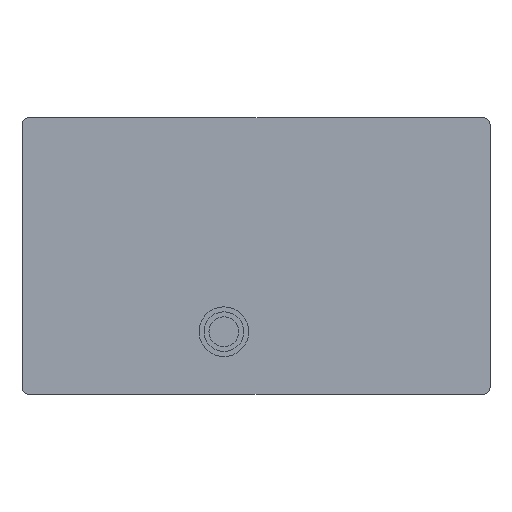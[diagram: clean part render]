
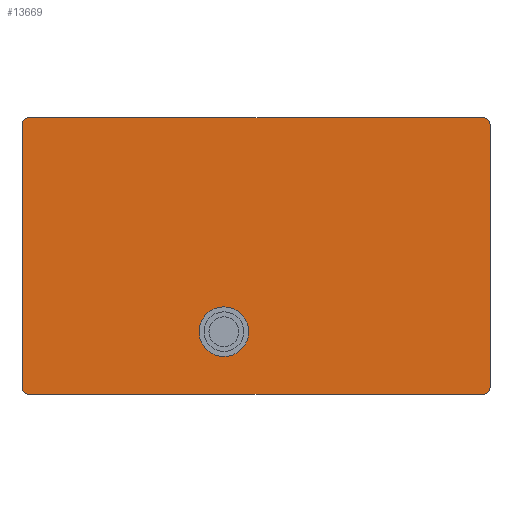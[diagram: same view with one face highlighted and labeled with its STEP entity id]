
A CAD part, front view. The second image highlights one B-rep face of the part: STEP entity #13669.
In plain terms, the highlighted planar face has unit normal (0, -1, 0).
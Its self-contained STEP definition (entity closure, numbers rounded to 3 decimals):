
#26 = CARTESIAN_POINT ( 'NONE',  ( 0., -2., 0. ) ) ;
#367 = DIRECTION ( 'NONE',  ( 0., 0., 1. ) ) ;
#610 = CARTESIAN_POINT ( 'NONE',  ( -6.865, -2., -8.35 ) ) ;
#646 = AXIS2_PLACEMENT_3D ( 'NONE', #26, #10811, #1552 ) ;
#708 = DIRECTION ( 'NONE',  ( 0., -1., 0. ) ) ;
#941 = EDGE_CURVE ( 'NONE', #6669, #18847, #9692, .T. ) ;
#1008 = DIRECTION ( 'NONE',  ( 0., 0., 1. ) ) ;
#1033 = VERTEX_POINT ( 'NONE', #610 ) ;
#1217 = ORIENTED_EDGE ( 'NONE', *, *, #8990, .F. ) ;
#1349 = PLANE ( 'NONE',  #646 ) ;
#1552 = DIRECTION ( 'NONE',  ( 0., 0., 1. ) ) ;
#1630 = LINE ( 'NONE', #13774, #9377 ) ;
#2430 = DIRECTION ( 'NONE',  ( 0., 0., 1. ) ) ;
#2525 = CIRCLE ( 'NONE', #17142, 0.2 ) ;
#2595 = CARTESIAN_POINT ( 'NONE',  ( 6.865, -2., -8.15 ) ) ;
#2689 = EDGE_CURVE ( 'NONE', #15687, #6461, #2525, .T. ) ;
#3108 = DIRECTION ( 'NONE',  ( 0., -1., 0. ) ) ;
#3219 = CIRCLE ( 'NONE', #12545, 0.75 ) ;
#3454 = ORIENTED_EDGE ( 'NONE', *, *, #19128, .F. ) ;
#3957 = ORIENTED_EDGE ( 'NONE', *, *, #17242, .F. ) ;
#4188 = DIRECTION ( 'NONE',  ( 0., 0., 1. ) ) ;
#4558 = VECTOR ( 'NONE', #16138, 1000. ) ;
#5045 = EDGE_CURVE ( 'NONE', #18847, #6669, #3219, .T. ) ;
#5550 = CARTESIAN_POINT ( 'NONE',  ( -7.065, -2., -8.15 ) ) ;
#5630 = ORIENTED_EDGE ( 'NONE', *, *, #14903, .T. ) ;
#5638 = AXIS2_PLACEMENT_3D ( 'NONE', #2595, #13408, #4188 ) ;
#5804 = CARTESIAN_POINT ( 'NONE',  ( 7.065, -2., -8.35 ) ) ;
#6126 = ORIENTED_EDGE ( 'NONE', *, *, #2689, .T. ) ;
#6168 = EDGE_CURVE ( 'NONE', #11300, #1033, #12058, .T. ) ;
#6461 = VERTEX_POINT ( 'NONE', #19477 ) ;
#6617 = VECTOR ( 'NONE', #12464, 1000. ) ;
#6669 = VERTEX_POINT ( 'NONE', #8683 ) ;
#6769 = CARTESIAN_POINT ( 'NONE',  ( 6.865, -2., -8.35 ) ) ;
#7043 = CIRCLE ( 'NONE', #8957, 0.2 ) ;
#7407 = EDGE_LOOP ( 'NONE', ( #14732, #8131 ) ) ;
#7731 = AXIS2_PLACEMENT_3D ( 'NONE', #12469, #11142, #9257 ) ;
#8131 = ORIENTED_EDGE ( 'NONE', *, *, #941, .F. ) ;
#8268 = EDGE_LOOP ( 'NONE', ( #3957, #8294, #1217, #6126, #17089, #5630, #3454, #10258 ) ) ;
#8294 = ORIENTED_EDGE ( 'NONE', *, *, #16477, .T. ) ;
#8683 = CARTESIAN_POINT ( 'NONE',  ( -0.97, -2., -7.21 ) ) ;
#8872 = LINE ( 'NONE', #11715, #16952 ) ;
#8957 = AXIS2_PLACEMENT_3D ( 'NONE', #18700, #9619, #367 ) ;
#8990 = EDGE_CURVE ( 'NONE', #15687, #17658, #16244, .T. ) ;
#9257 = DIRECTION ( 'NONE',  ( 0., 0., 1. ) ) ;
#9377 = VECTOR ( 'NONE', #15262, 1000. ) ;
#9619 = DIRECTION ( 'NONE',  ( 0., -1., 0. ) ) ;
#9692 = CIRCLE ( 'NONE', #7731, 0.75 ) ;
#9942 = CARTESIAN_POINT ( 'NONE',  ( -0.97, -2., -6.46 ) ) ;
#10243 = DIRECTION ( 'NONE',  ( 0., -1., 0. ) ) ;
#10258 = ORIENTED_EDGE ( 'NONE', *, *, #6168, .T. ) ;
#10535 = VERTEX_POINT ( 'NONE', #17978 ) ;
#10793 = CARTESIAN_POINT ( 'NONE',  ( 7.065, -2., -0.2 ) ) ;
#10811 = DIRECTION ( 'NONE',  ( 0., 1., 0. ) ) ;
#10845 = CARTESIAN_POINT ( 'NONE',  ( 7.065, -2., -8.15 ) ) ;
#11142 = DIRECTION ( 'NONE',  ( 0., -1., 0. ) ) ;
#11300 = VERTEX_POINT ( 'NONE', #5550 ) ;
#11489 = DIRECTION ( 'NONE',  ( 0., 0., 1. ) ) ;
#11715 = CARTESIAN_POINT ( 'NONE',  ( -7.065, -2., -8.35 ) ) ;
#12058 = CIRCLE ( 'NONE', #18543, 0.2 ) ;
#12127 = CARTESIAN_POINT ( 'NONE',  ( -0.97, -2., -5.71 ) ) ;
#12364 = CARTESIAN_POINT ( 'NONE',  ( -6.865, -2., -8.15 ) ) ;
#12441 = VERTEX_POINT ( 'NONE', #6769 ) ;
#12464 = DIRECTION ( 'NONE',  ( -1., 0., 0. ) ) ;
#12469 = CARTESIAN_POINT ( 'NONE',  ( -0.97, -2., -6.46 ) ) ;
#12545 = AXIS2_PLACEMENT_3D ( 'NONE', #9942, #708, #11489 ) ;
#13408 = DIRECTION ( 'NONE',  ( 0., -1., 0. ) ) ;
#13669 = ADVANCED_FACE ( 'NONE', ( #18436, #17940 ), #1349, .F. ) ;
#13774 = CARTESIAN_POINT ( 'NONE',  ( -7.065, -2., 0. ) ) ;
#13907 = DIRECTION ( 'NONE',  ( 0., 0., 1. ) ) ;
#14122 = CIRCLE ( 'NONE', #5638, 0.2 ) ;
#14732 = ORIENTED_EDGE ( 'NONE', *, *, #5045, .F. ) ;
#14903 = EDGE_CURVE ( 'NONE', #10535, #18572, #7043, .T. ) ;
#15262 = DIRECTION ( 'NONE',  ( 1., 0., 0. ) ) ;
#15687 = VERTEX_POINT ( 'NONE', #10793 ) ;
#16079 = EDGE_CURVE ( 'NONE', #10535, #6461, #1630, .T. ) ;
#16138 = DIRECTION ( 'NONE',  ( 0., 0., -1. ) ) ;
#16244 = LINE ( 'NONE', #5804, #4558 ) ;
#16464 = CARTESIAN_POINT ( 'NONE',  ( -7.065, -2., -0.2 ) ) ;
#16477 = EDGE_CURVE ( 'NONE', #12441, #17658, #14122, .T. ) ;
#16952 = VECTOR ( 'NONE', #2430, 1000. ) ;
#17089 = ORIENTED_EDGE ( 'NONE', *, *, #16079, .F. ) ;
#17142 = AXIS2_PLACEMENT_3D ( 'NONE', #19355, #10243, #1008 ) ;
#17198 = CARTESIAN_POINT ( 'NONE',  ( -7.065, -2., -8.35 ) ) ;
#17242 = EDGE_CURVE ( 'NONE', #12441, #1033, #18295, .T. ) ;
#17658 = VERTEX_POINT ( 'NONE', #10845 ) ;
#17940 = FACE_OUTER_BOUND ( 'NONE', #8268, .T. ) ;
#17978 = CARTESIAN_POINT ( 'NONE',  ( -6.865, -2., 0. ) ) ;
#18295 = LINE ( 'NONE', #17198, #6617 ) ;
#18436 = FACE_BOUND ( 'NONE', #7407, .T. ) ;
#18543 = AXIS2_PLACEMENT_3D ( 'NONE', #12364, #3108, #13907 ) ;
#18572 = VERTEX_POINT ( 'NONE', #16464 ) ;
#18700 = CARTESIAN_POINT ( 'NONE',  ( -6.865, -2., -0.2 ) ) ;
#18847 = VERTEX_POINT ( 'NONE', #12127 ) ;
#19128 = EDGE_CURVE ( 'NONE', #11300, #18572, #8872, .T. ) ;
#19355 = CARTESIAN_POINT ( 'NONE',  ( 6.865, -2., -0.2 ) ) ;
#19477 = CARTESIAN_POINT ( 'NONE',  ( 6.865, -2., 0. ) ) ;
